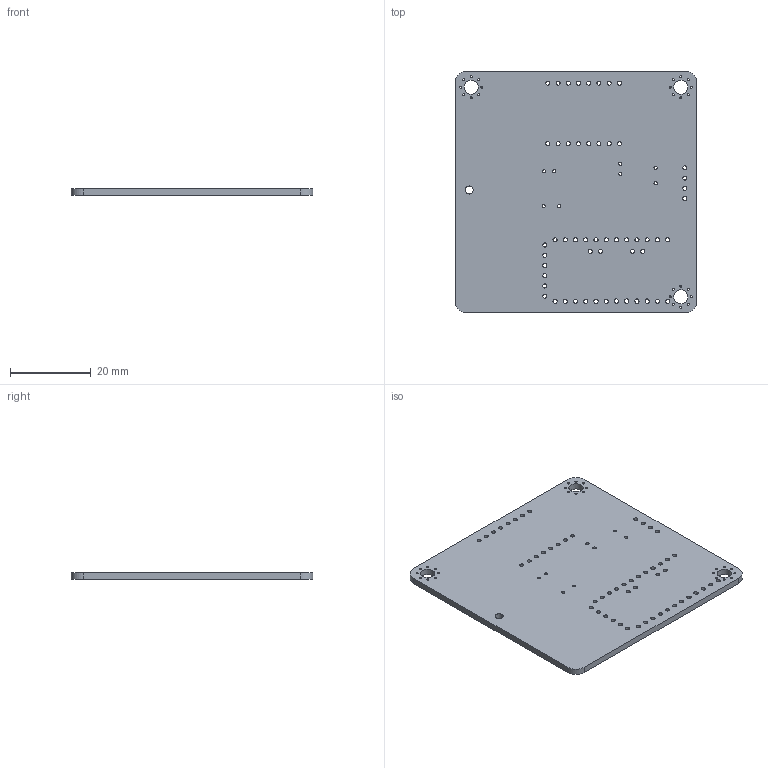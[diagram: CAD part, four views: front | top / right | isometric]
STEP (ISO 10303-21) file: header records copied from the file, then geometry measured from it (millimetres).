
FILE_DESCRIPTION(('KiCad electronic assembly'),'2;1');
FILE_NAME('ethersweep.step','2020-02-23T22:09:20',('An Author'),( 'A Company'),'Open CASCADE STEP processor 6.9', 'KiCad to STEP converter','Unknown');
FILE_SCHEMA(('AUTOMOTIVE_DESIGN { 1 0 10303 214 1 1 1 1 }'));
Length unit declared in the file: millimetre
Products named in the file (2): Open CASCADE STEP translator 6.9 1; COMPOUND
Assembly tree (1 placements, depth 2):
  Open CASCADE STEP translator 6.9 1
    COMPOUND
Bounding box: 60 x 60 x 1.6 mm (x, y, z)
Volume: 5612.5 mm3; surface area: 7822.3 mm2
Topology: 1 solids, 1 shells, 108 faces, 318 edges, 212 vertices
Faces by surface type: cylinder 102, plane 6
Full cylindrical faces by diameter (mm): 0.5 x24, 0.8 x8, 1 x20, 1.016 x30, 2 x1, 3.5 x3
Entity records: 8251 total; most frequent: DIRECTION 1362, CARTESIAN_POINT 1292, ORIENTED_EDGE 636, PCURVE 636, DEFINITIONAL_REPRESENTATION 636, LINE 530, VECTOR 530, CIRCLE 408
